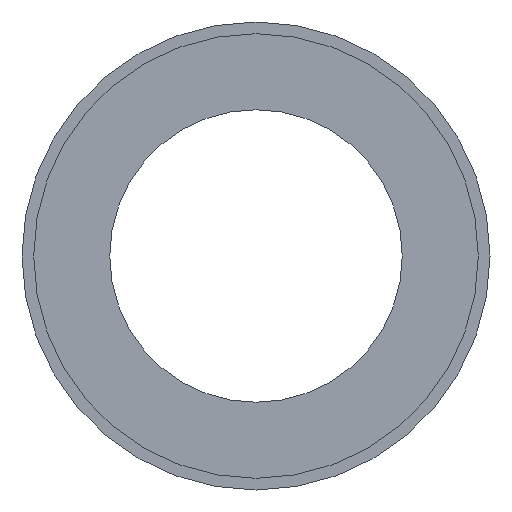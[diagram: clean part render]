
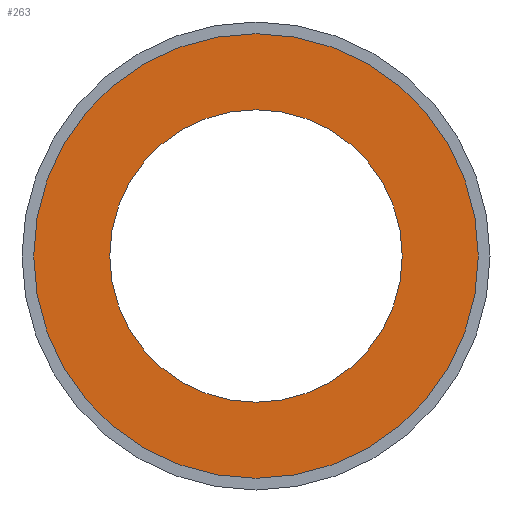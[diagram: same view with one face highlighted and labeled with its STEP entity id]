
A CAD part, left-side view. The second image highlights one B-rep face of the part: STEP entity #263.
In plain terms, the highlighted planar face has unit normal (-1, 0, 0).
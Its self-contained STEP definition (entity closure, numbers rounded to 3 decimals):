
#54=FACE_BOUND('',#90,.T.);
#66=FACE_OUTER_BOUND('',#89,.T.);
#89=EDGE_LOOP('',(#206));
#90=EDGE_LOOP('',(#207));
#117=CIRCLE('',#307,19.);
#118=CIRCLE('',#309,12.5);
#138=VERTEX_POINT('',#458);
#139=VERTEX_POINT('',#462);
#162=EDGE_CURVE('',#138,#138,#117,.T.);
#164=EDGE_CURVE('',#139,#139,#118,.T.);
#206=ORIENTED_EDGE('',*,*,#162,.T.);
#207=ORIENTED_EDGE('',*,*,#164,.F.);
#251=PLANE('',#308);
#263=ADVANCED_FACE('',(#66,#54),#251,.T.);
#307=AXIS2_PLACEMENT_3D('',#459,#370,#371);
#308=AXIS2_PLACEMENT_3D('',#461,#373,#374);
#309=AXIS2_PLACEMENT_3D('',#463,#375,#376);
#370=DIRECTION('center_axis',(-1.,0.,0.));
#371=DIRECTION('ref_axis',(0.,0.,1.));
#373=DIRECTION('center_axis',(-1.,0.,0.));
#374=DIRECTION('ref_axis',(0.,0.,1.));
#375=DIRECTION('center_axis',(-1.,0.,0.));
#376=DIRECTION('ref_axis',(0.,0.,1.));
#458=CARTESIAN_POINT('',(-29.3,0.,-19.));
#459=CARTESIAN_POINT('Origin',(-29.3,0.,0.));
#461=CARTESIAN_POINT('Origin',(-29.3,0.,12.5));
#462=CARTESIAN_POINT('',(-29.3,0.,-12.5));
#463=CARTESIAN_POINT('Origin',(-29.3,0.,0.));
